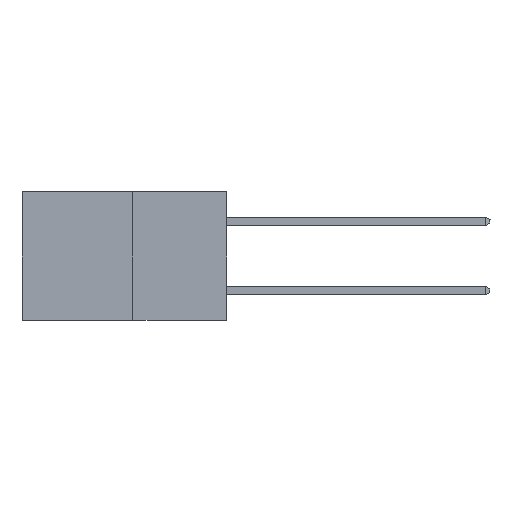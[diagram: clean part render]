
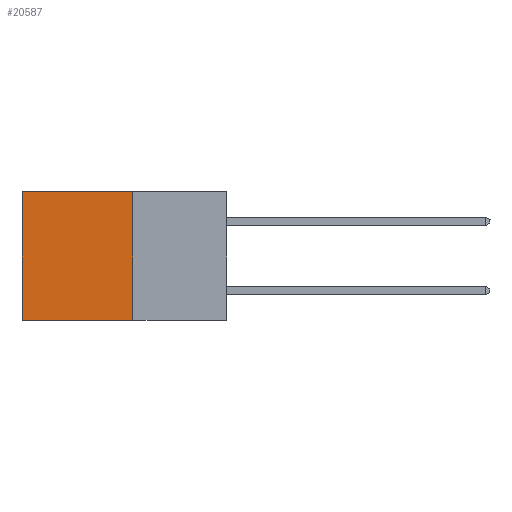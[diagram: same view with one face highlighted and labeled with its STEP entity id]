
A CAD part, left-side view. The second image highlights one B-rep face of the part: STEP entity #20587.
In plain terms, the highlighted planar face has unit normal (-1, 0, 0).
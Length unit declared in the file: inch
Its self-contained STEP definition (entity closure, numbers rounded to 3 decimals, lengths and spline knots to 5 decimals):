
#120 = VERTEX_POINT ( 'NONE', #19800 ) ;
#124 = ORIENTED_EDGE ( 'NONE', *, *, #15094, .F. ) ;
#299 = VERTEX_POINT ( 'NONE', #1053 ) ;
#1053 = CARTESIAN_POINT ( 'NONE',  ( 0.277, 0.59, 0. ) ) ;
#2122 = ORIENTED_EDGE ( 'NONE', *, *, #5436, .F. ) ;
#3382 = LINE ( 'NONE', #12972, #24741 ) ;
#3792 = CARTESIAN_POINT ( 'NONE',  ( 0.277, 0.27, -0.37 ) ) ;
#4483 = DIRECTION ( 'NONE',  ( 0., 1., 0. ) ) ;
#4549 = CARTESIAN_POINT ( 'NONE',  ( 0.277, 0.27, 0. ) ) ;
#4568 = EDGE_CURVE ( 'NONE', #299, #26876, #4879, .T. ) ;
#4879 = LINE ( 'NONE', #24841, #20685 ) ;
#4990 = DIRECTION ( 'NONE',  ( 0., 0., -1. ) ) ;
#5436 = EDGE_CURVE ( 'NONE', #120, #26780, #3382, .T. ) ;
#6175 = EDGE_CURVE ( 'NONE', #120, #299, #13145, .T. ) ;
#6285 = CARTESIAN_POINT ( 'NONE',  ( 0.277, 0.59, -0.37 ) ) ;
#10690 = ORIENTED_EDGE ( 'NONE', *, *, #4568, .T. ) ;
#11436 = EDGE_LOOP ( 'NONE', ( #10690, #124, #2122, #25446 ) ) ;
#12972 = CARTESIAN_POINT ( 'NONE',  ( 0.277, 0.27, -0.37 ) ) ;
#13145 = LINE ( 'NONE', #4549, #17553 ) ;
#13188 = VECTOR ( 'NONE', #17864, 39.37008 ) ;
#13521 = PLANE ( 'NONE',  #19914 ) ;
#15094 = EDGE_CURVE ( 'NONE', #26780, #26876, #18926, .T. ) ;
#17553 = VECTOR ( 'NONE', #4483, 39.37008 ) ;
#17864 = DIRECTION ( 'NONE',  ( 0., 1., 0. ) ) ;
#17881 = DIRECTION ( 'NONE',  ( 1., 0., 0. ) ) ;
#18926 = LINE ( 'NONE', #24126, #13188 ) ;
#19800 = CARTESIAN_POINT ( 'NONE',  ( 0.277, 0.27, 0. ) ) ;
#19914 = AXIS2_PLACEMENT_3D ( 'NONE', #19933, #17881, #4990 ) ;
#19933 = CARTESIAN_POINT ( 'NONE',  ( 0.277, 0.27, -0.37 ) ) ;
#20587 = ADVANCED_FACE ( 'NONE', ( #25749 ), #13521, .F. ) ;
#20685 = VECTOR ( 'NONE', #24667, 39.37008 ) ;
#24126 = CARTESIAN_POINT ( 'NONE',  ( 0.277, 0.27, -0.37 ) ) ;
#24667 = DIRECTION ( 'NONE',  ( 0., 0., -1. ) ) ;
#24741 = VECTOR ( 'NONE', #25711, 39.37008 ) ;
#24841 = CARTESIAN_POINT ( 'NONE',  ( 0.277, 0.59, -0.37 ) ) ;
#25446 = ORIENTED_EDGE ( 'NONE', *, *, #6175, .T. ) ;
#25711 = DIRECTION ( 'NONE',  ( 0., 0., -1. ) ) ;
#25749 = FACE_OUTER_BOUND ( 'NONE', #11436, .T. ) ;
#26780 = VERTEX_POINT ( 'NONE', #3792 ) ;
#26876 = VERTEX_POINT ( 'NONE', #6285 ) ;
